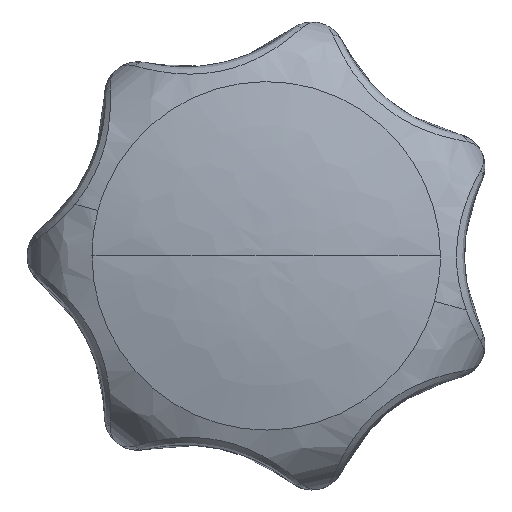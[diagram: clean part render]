
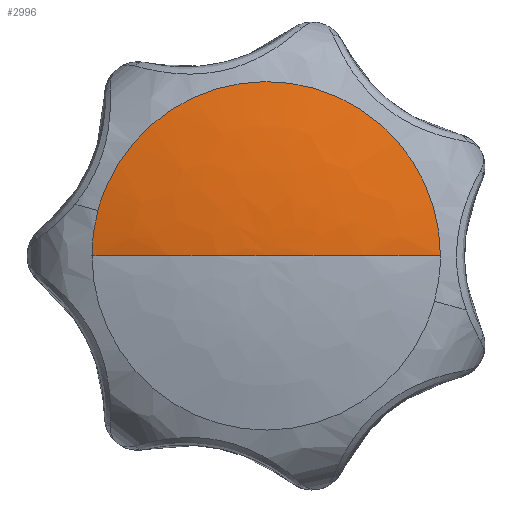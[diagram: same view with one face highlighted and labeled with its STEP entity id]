
A CAD part, top view. The second image highlights one B-rep face of the part: STEP entity #2996.
In plain terms, the highlighted free-form (B-spline) face has degree [2, 2] with [9, 3] control points.
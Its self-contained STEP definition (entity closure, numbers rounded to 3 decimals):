
#2859=CARTESIAN_POINT('',(18.211,0.0,29.863));
#2860=VERTEX_POINT('',#2859);
#2861=CARTESIAN_POINT('',(0.0,0.0,31.992));
#2862=VERTEX_POINT('',#2861);
#2863=CARTESIAN_POINT('',(18.211,0.0,29.863));
#2864=CARTESIAN_POINT('',(14.776,0.0,30.734));
#2865=CARTESIAN_POINT('',(8.72,0.0,31.786));
#2866=CARTESIAN_POINT('',(2.586,0.0,32.032));
#2867=CARTESIAN_POINT('',(0.0,0.0,31.992));
#2868=B_SPLINE_CURVE_WITH_KNOTS('',3,(#2863,#2864,#2865,#2866,#2867),.UNSPECIFIED.,.F.,.U.,(4,1,4),(0.,10.631,18.388),.UNSPECIFIED.);
#2869=EDGE_CURVE('',#2860,#2862,#2868,.T.);
#2871=CARTESIAN_POINT('',(-18.211,0.0,29.863));
#2872=VERTEX_POINT('',#2871);
#2873=CARTESIAN_POINT('',(-18.211,0.0,29.863));
#2874=CARTESIAN_POINT('',(-15.705,0.0,30.498));
#2875=CARTESIAN_POINT('',(-9.679,0.0,31.673));
#2876=CARTESIAN_POINT('',(-3.543,0.0,32.047));
#2877=CARTESIAN_POINT('',(0.0,0.0,31.992));
#2878=B_SPLINE_CURVE_WITH_KNOTS('',3,(#2873,#2874,#2875,#2876,#2877),.UNSPECIFIED.,.F.,.U.,(4,1,4),(0.,7.758,18.388),.UNSPECIFIED.);
#2879=EDGE_CURVE('',#2872,#2862,#2878,.T.);
#2921=CARTESIAN_POINT('',(0.,0.,31.992));
#2922=CARTESIAN_POINT('',(0.,0.,31.992));
#2923=CARTESIAN_POINT('',(0.,0.,31.992));
#2924=CARTESIAN_POINT('',(0.,0.,31.992));
#2925=CARTESIAN_POINT('',(0.,0.,31.992));
#2926=CARTESIAN_POINT('',(0.,0.,31.992));
#2927=CARTESIAN_POINT('',(0.,0.,31.992));
#2928=CARTESIAN_POINT('',(0.,0.,31.992));
#2929=CARTESIAN_POINT('',(0.,0.,31.992));
#2930=CARTESIAN_POINT('',(-9.72,-0.557,32.143));
#2931=CARTESIAN_POINT('',(-9.736,-0.279,32.143));
#2932=CARTESIAN_POINT('',(-9.736,0.,32.143));
#2933=CARTESIAN_POINT('',(-9.736,9.736,32.143));
#2934=CARTESIAN_POINT('',(0.,9.736,32.143));
#2935=CARTESIAN_POINT('',(9.736,9.736,32.143));
#2936=CARTESIAN_POINT('',(9.736,0.,32.143));
#2937=CARTESIAN_POINT('',(9.736,-0.564,32.143));
#2938=CARTESIAN_POINT('',(9.671,-1.124,32.143));
#2939=CARTESIAN_POINT('',(-19.109,-1.095,29.621));
#2940=CARTESIAN_POINT('',(-19.14,-0.548,29.621));
#2941=CARTESIAN_POINT('',(-19.14,0.,29.621));
#2942=CARTESIAN_POINT('',(-19.14,19.14,29.621));
#2943=CARTESIAN_POINT('',(0.,19.14,29.621));
#2944=CARTESIAN_POINT('',(19.14,19.14,29.621));
#2945=CARTESIAN_POINT('',(19.14,0.,29.621));
#2946=CARTESIAN_POINT('',(19.14,-1.109,29.621));
#2947=CARTESIAN_POINT('',(19.012,-2.21,29.621));
#2955=(BOUNDED_SURFACE()B_SPLINE_SURFACE(2,2,((#2921,#2930,#2939),(#2922,#2931,#2940),(#2923,#2932,#2941),(#2924,#2933,#2942),(#2925,#2934,#2943),(#2926,#2935,#2944),(#2927,#2936,#2945),(#2928,#2937,#2946),(#2929,#2938,#2947)),.UNSPECIFIED.,.F.,.F.,.U.)B_SPLINE_SURFACE_WITH_KNOTS((3,2,2,2,3),(3,3),(-6.08,-6.0,-4.0,-2.0,-1.84),(-4.0,-3.63),.UNSPECIFIED.)GEOMETRIC_REPRESENTATION_ITEM()RATIONAL_B_SPLINE_SURFACE(((0.978,0.923,0.889),(0.988,0.934,0.899),(1.0,0.945,0.91),(0.707,0.668,0.643),(1.0,0.945,0.91),(0.707,0.668,0.643),(1.0,0.945,0.91),(0.977,0.923,0.889),(0.957,0.904,0.871)))REPRESENTATION_ITEM('')SURFACE());
#2956=ORIENTED_EDGE('',*,*,#2869,.F.);
#2957=CARTESIAN_POINT('',(-17.581,4.75,29.863));
#2958=VERTEX_POINT('',#2957);
#2959=CARTESIAN_POINT('',(18.211,0.0,29.863));
#2960=CARTESIAN_POINT('',(18.211,0.887,29.863));
#2961=CARTESIAN_POINT('',(18.099,2.422,29.863));
#2962=CARTESIAN_POINT('',(17.564,5.068,29.863));
#2963=CARTESIAN_POINT('',(16.616,7.677,29.863));
#2964=CARTESIAN_POINT('',(15.078,10.346,29.863));
#2965=CARTESIAN_POINT('',(13.464,12.342,29.863));
#2966=CARTESIAN_POINT('',(11.902,13.823,29.863));
#2967=CARTESIAN_POINT('',(10.337,15.038,29.863));
#2968=CARTESIAN_POINT('',(8.239,16.326,29.863));
#2969=CARTESIAN_POINT('',(5.802,17.337,29.863));
#2970=CARTESIAN_POINT('',(3.38,17.934,29.863));
#2971=CARTESIAN_POINT('',(0.974,18.246,29.863));
#2972=CARTESIAN_POINT('',(-1.355,18.22,29.863));
#2973=CARTESIAN_POINT('',(-3.922,17.834,29.863));
#2974=CARTESIAN_POINT('',(-6.194,17.192,29.863));
#2975=CARTESIAN_POINT('',(-8.412,16.204,29.863));
#2976=CARTESIAN_POINT('',(-10.256,15.093,29.863));
#2977=CARTESIAN_POINT('',(-11.722,13.973,29.863));
#2978=CARTESIAN_POINT('',(-13.125,12.673,29.863));
#2979=CARTESIAN_POINT('',(-14.611,10.976,29.863));
#2980=CARTESIAN_POINT('',(-16.326,8.334,29.863));
#2981=CARTESIAN_POINT('',(-17.216,6.101,29.863));
#2982=CARTESIAN_POINT('',(-17.581,4.75,29.863));
#2983=B_SPLINE_CURVE_WITH_KNOTS('',3,(#2959,#2960,#2961,#2962,#2963,#2964,#2965,#2966,#2967,#2968,#2969,#2970,#2971,#2972,#2973,#2974,#2975,#2976,#2977,#2978,#2979,#2980,#2981,#2982),.UNSPECIFIED.,.F.,.U.,(4,1,1,1,1,1,1,1,1,1,1,1,1,1,1,1,1,1,1,1,1,4),(0.,2.661,4.606,8.086,10.952,13.818,15.763,17.401,19.755,23.133,25.282,27.227,30.4,32.242,35.006,37.462,39.51,41.454,42.99,45.241,48.21,52.406),.UNSPECIFIED.);
#2984=EDGE_CURVE('',#2860,#2958,#2983,.T.);
#2985=ORIENTED_EDGE('',*,*,#2984,.T.);
#2986=CARTESIAN_POINT('',(-17.581,4.75,29.863));
#2987=CARTESIAN_POINT('',(-17.999,3.204,29.863));
#2988=CARTESIAN_POINT('',(-18.212,1.602,29.863));
#2989=CARTESIAN_POINT('',(-18.211,0.0,29.863));
#2990=B_SPLINE_CURVE_WITH_KNOTS('',3,(#2986,#2987,#2988,#2989),.UNSPECIFIED.,.F.,.U.,(4,4),(0.,4.806),.UNSPECIFIED.);
#2991=EDGE_CURVE('',#2958,#2872,#2990,.T.);
#2992=ORIENTED_EDGE('',*,*,#2991,.T.);
#2993=ORIENTED_EDGE('',*,*,#2879,.T.);
#2994=EDGE_LOOP('',(#2956,#2985,#2992,#2993));
#2995=FACE_OUTER_BOUND('',#2994,.T.);
#2996=ADVANCED_FACE('',(#2995),#2955,.T.);
